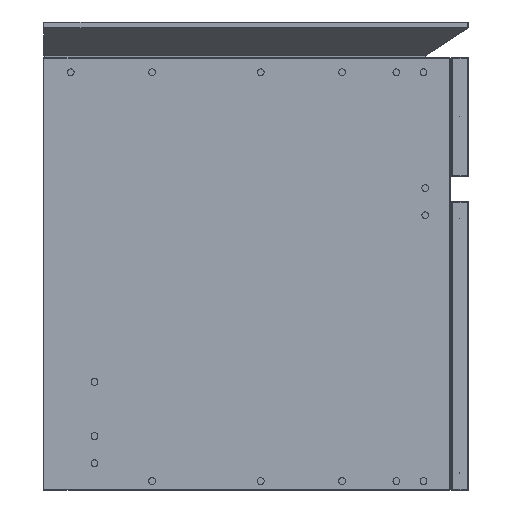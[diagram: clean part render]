
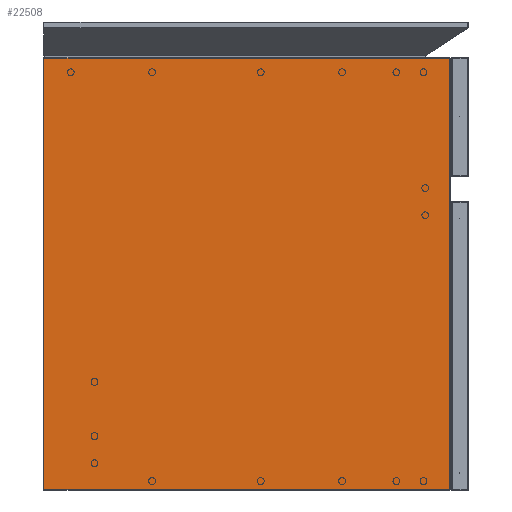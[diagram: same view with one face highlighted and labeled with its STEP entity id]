
A CAD part, left-side view. The second image highlights one B-rep face of the part: STEP entity #22508.
In plain terms, the highlighted planar face has unit normal (-1, 0, 0).
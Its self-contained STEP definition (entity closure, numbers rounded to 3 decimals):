
#22379=CARTESIAN_POINT('',(8874.783,9882.548,-8464.758));
#22380=VERTEX_POINT('',#22379);
#22405=CARTESIAN_POINT('',(8874.783,9404.348,-8464.758));
#22406=VERTEX_POINT('',#22405);
#22413=CARTESIAN_POINT('',(8874.783,9404.348,-8464.758));
#22414=DIRECTION('',(0.0,1.0,0.0));
#22415=VECTOR('',#22414,478.2);
#22416=LINE('',#22413,#22415);
#22417=EDGE_CURVE('',#22406,#22380,#22416,.T.);
#22428=CARTESIAN_POINT('',(8874.783,9882.548,-7956.358));
#22429=VERTEX_POINT('',#22428);
#22430=CARTESIAN_POINT('',(8874.783,9882.548,-8464.758));
#22431=DIRECTION('',(0.0,0.0,1.0));
#22432=VECTOR('',#22431,508.4);
#22433=LINE('',#22430,#22432);
#22434=EDGE_CURVE('',#22380,#22429,#22433,.T.);
#22485=CARTESIAN_POINT('',(8874.783,9643.448,-7956.357));
#22486=DIRECTION('',(-1.0,0.0,0.0));
#22487=DIRECTION('',(0.0,0.0,1.0));
#22488=AXIS2_PLACEMENT_3D('',#22485,#22486,#22487);
#22489=PLANE('',#22488);
#22490=ORIENTED_EDGE('',*,*,#22417,.F.);
#22491=CARTESIAN_POINT('',(8874.783,9404.348,-7956.358));
#22492=VERTEX_POINT('',#22491);
#22493=CARTESIAN_POINT('',(8874.783,9404.348,-7956.358));
#22494=DIRECTION('',(0.0,0.0,-1.0));
#22495=VECTOR('',#22494,508.4);
#22496=LINE('',#22493,#22495);
#22497=EDGE_CURVE('',#22492,#22406,#22496,.T.);
#22498=ORIENTED_EDGE('',*,*,#22497,.F.);
#22499=CARTESIAN_POINT('',(8874.783,9882.548,-7956.358));
#22500=DIRECTION('',(0.0,-1.0,0.0));
#22501=VECTOR('',#22500,478.2);
#22502=LINE('',#22499,#22501);
#22503=EDGE_CURVE('',#22429,#22492,#22502,.T.);
#22504=ORIENTED_EDGE('',*,*,#22503,.F.);
#22505=ORIENTED_EDGE('',*,*,#22434,.F.);
#22506=EDGE_LOOP('',(#22490,#22498,#22504,#22505));
#22507=FACE_OUTER_BOUND('',#22506,.T.);
#22508=ADVANCED_FACE('',(#22507),#22489,.T.);
